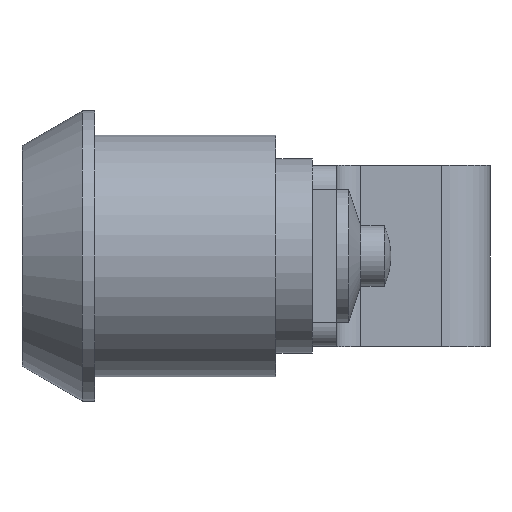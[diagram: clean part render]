
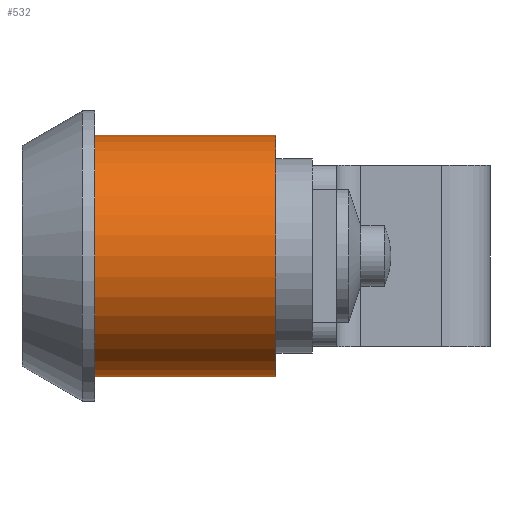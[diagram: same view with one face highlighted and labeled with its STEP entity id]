
A CAD part, front view. The second image highlights one B-rep face of the part: STEP entity #532.
In plain terms, the highlighted cylindrical face has radius 10 mm (diameter 20 mm), a full revolution.
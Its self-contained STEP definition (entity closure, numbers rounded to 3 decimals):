
#473=CARTESIAN_POINT('',(21.,-10.,0.0));
#474=VERTEX_POINT('',#473);
#475=CARTESIAN_POINT('',(21.,10.,0.0));
#476=VERTEX_POINT('',#475);
#477=CARTESIAN_POINT('',(21.,0.0,0.0));
#478=DIRECTION('',(-1.0,0.0,0.0));
#479=DIRECTION('',(0.0,1.0,0.0));
#480=AXIS2_PLACEMENT_3D('',#477,#478,#479);
#481=CIRCLE('',#480,10.);
#482=EDGE_CURVE('',#474,#476,#481,.T.);
#484=CARTESIAN_POINT('',(21.,0.0,0.0));
#485=DIRECTION('',(-1.0,0.0,0.0));
#486=DIRECTION('',(0.0,1.0,0.0));
#487=AXIS2_PLACEMENT_3D('',#484,#485,#486);
#488=CIRCLE('',#487,10.);
#489=EDGE_CURVE('',#476,#474,#488,.T.);
#498=CARTESIAN_POINT('',(21.,0.0,0.0));
#499=DIRECTION('',(-1.0,0.0,0.0));
#500=DIRECTION('',(0.0,1.0,0.0));
#501=AXIS2_PLACEMENT_3D('',#498,#499,#500);
#502=CYLINDRICAL_SURFACE('',#501,10.);
#503=ORIENTED_EDGE('',*,*,#489,.T.);
#504=ORIENTED_EDGE('',*,*,#482,.T.);
#505=CARTESIAN_POINT('',(6.,10.,0.0));
#506=VERTEX_POINT('',#505);
#507=CARTESIAN_POINT('',(21.,10.,0.0));
#508=DIRECTION('',(-1.0,0.0,0.0));
#509=VECTOR('',#508,15.);
#510=LINE('',#507,#509);
#511=EDGE_CURVE('',#476,#506,#510,.T.);
#512=ORIENTED_EDGE('',*,*,#511,.T.);
#513=CARTESIAN_POINT('',(6.,-10.,0.0));
#514=VERTEX_POINT('',#513);
#515=CARTESIAN_POINT('',(6.,0.0,0.0));
#516=DIRECTION('',(-1.0,0.0,0.0));
#517=DIRECTION('',(0.0,1.0,0.0));
#518=AXIS2_PLACEMENT_3D('',#515,#516,#517);
#519=CIRCLE('',#518,10.);
#520=EDGE_CURVE('',#514,#506,#519,.T.);
#521=ORIENTED_EDGE('',*,*,#520,.F.);
#522=CARTESIAN_POINT('',(6.,0.0,0.0));
#523=DIRECTION('',(-1.0,0.0,0.0));
#524=DIRECTION('',(0.0,1.0,0.0));
#525=AXIS2_PLACEMENT_3D('',#522,#523,#524);
#526=CIRCLE('',#525,10.);
#527=EDGE_CURVE('',#506,#514,#526,.T.);
#528=ORIENTED_EDGE('',*,*,#527,.F.);
#529=ORIENTED_EDGE('',*,*,#511,.F.);
#530=EDGE_LOOP('',(#503,#504,#512,#521,#528,#529));
#531=FACE_OUTER_BOUND('',#530,.T.);
#532=ADVANCED_FACE('',(#531),#502,.T.);
